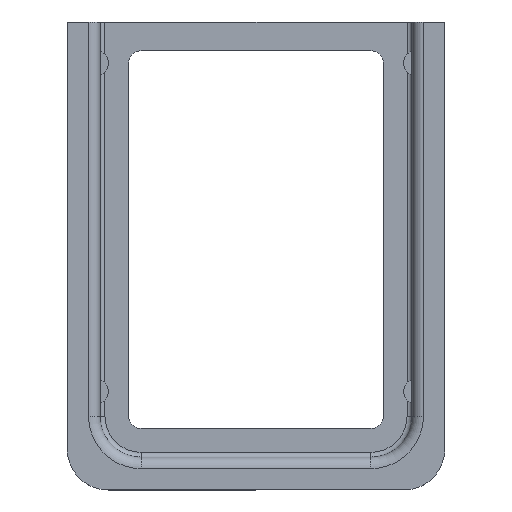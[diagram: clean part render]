
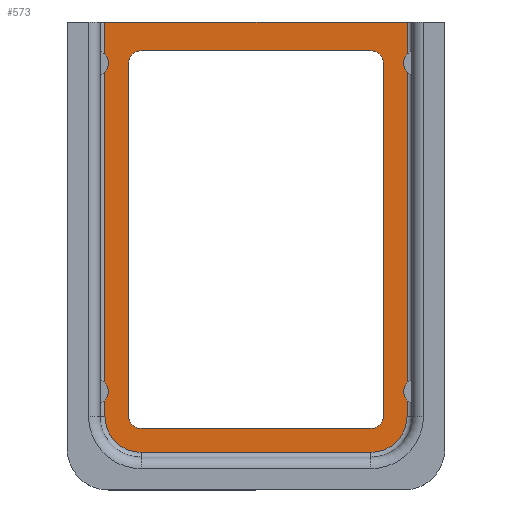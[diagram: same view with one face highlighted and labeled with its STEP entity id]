
A CAD part, top view. The second image highlights one B-rep face of the part: STEP entity #573.
In plain terms, the highlighted planar face has unit normal (0, 0, 1).
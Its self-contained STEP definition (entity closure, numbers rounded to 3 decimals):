
#7 = VERTEX_POINT ( 'NONE', #1914 ) ;
#21 = LINE ( 'NONE', #1774, #1688 ) ;
#23 = VECTOR ( 'NONE', #1663, 1000. ) ;
#39 = VECTOR ( 'NONE', #363, 1000. ) ;
#40 = VERTEX_POINT ( 'NONE', #716 ) ;
#46 = EDGE_CURVE ( 'NONE', #7, #1389, #1308, .T. ) ;
#56 = VECTOR ( 'NONE', #765, 1000. ) ;
#75 = CARTESIAN_POINT ( 'NONE',  ( 28., -96., -11.2 ) ) ;
#118 = AXIS2_PLACEMENT_3D ( 'NONE', #1230, #1048, #862 ) ;
#120 = CIRCLE ( 'NONE', #309, 8.8 ) ;
#125 = LINE ( 'NONE', #1850, #23 ) ;
#131 = CIRCLE ( 'NONE', #403, 3. ) ;
#133 = FACE_BOUND ( 'NONE', #1638, .T. ) ;
#171 = DIRECTION ( 'NONE',  ( 0., 1., 0. ) ) ;
#177 = VERTEX_POINT ( 'NONE', #1352 ) ;
#211 = EDGE_CURVE ( 'NONE', #40, #1586, #125, .T. ) ;
#225 = EDGE_CURVE ( 'NONE', #1254, #612, #120, .T. ) ;
#267 = EDGE_CURVE ( 'NONE', #1017, #1182, #21, .T. ) ;
#301 = DIRECTION ( 'NONE',  ( -1., 0., 0. ) ) ;
#307 = CIRCLE ( 'NONE', #727, 3. ) ;
#308 = EDGE_LOOP ( 'NONE', ( #394, #358, #1757, #1649, #1516, #1537 ) ) ;
#309 = AXIS2_PLACEMENT_3D ( 'NONE', #1414, #655, #441 ) ;
#316 = CARTESIAN_POINT ( 'NONE',  ( 31., -96., -11.2 ) ) ;
#338 = VERTEX_POINT ( 'NONE', #921 ) ;
#358 = ORIENTED_EDGE ( 'NONE', *, *, #1138, .T. ) ;
#363 = DIRECTION ( 'NONE',  ( 1., 0., 0. ) ) ;
#374 = CARTESIAN_POINT ( 'NONE',  ( 36.8, -96., -11.2 ) ) ;
#379 = DIRECTION ( 'NONE',  ( -1., 0., 0. ) ) ;
#394 = ORIENTED_EDGE ( 'NONE', *, *, #46, .T. ) ;
#403 = AXIS2_PLACEMENT_3D ( 'NONE', #1632, #1426, #1229 ) ;
#405 = VERTEX_POINT ( 'NONE', #570 ) ;
#441 = DIRECTION ( 'NONE',  ( 1., 0., 0. ) ) ;
#482 = CARTESIAN_POINT ( 'NONE',  ( -28., -99., -11.2 ) ) ;
#490 = DIRECTION ( 'NONE',  ( 0., 0., 1. ) ) ;
#501 = DIRECTION ( 'NONE',  ( 0., 1., 0. ) ) ;
#508 = ORIENTED_EDGE ( 'NONE', *, *, #546, .F. ) ;
#544 = FACE_OUTER_BOUND ( 'NONE', #308, .T. ) ;
#546 = EDGE_CURVE ( 'NONE', #338, #177, #1202, .T. ) ;
#550 = ORIENTED_EDGE ( 'NONE', *, *, #836, .F. ) ;
#570 = CARTESIAN_POINT ( 'NONE',  ( 31., -10., -11.2 ) ) ;
#571 = CARTESIAN_POINT ( 'NONE',  ( 28., -99., -11.2 ) ) ;
#573 = ADVANCED_FACE ( 'NONE', ( #133, #544 ), #1840, .T. ) ;
#575 = ORIENTED_EDGE ( 'NONE', *, *, #607, .F. ) ;
#584 = LINE ( 'NONE', #374, #1112 ) ;
#587 = DIRECTION ( 'NONE',  ( 0., 0., 1. ) ) ;
#607 = EDGE_CURVE ( 'NONE', #405, #338, #1469, .T. ) ;
#609 = AXIS2_PLACEMENT_3D ( 'NONE', #1071, #891, #691 ) ;
#612 = VERTEX_POINT ( 'NONE', #1899 ) ;
#654 = CARTESIAN_POINT ( 'NONE',  ( -36.8, -96., -11.2 ) ) ;
#655 = DIRECTION ( 'NONE',  ( 0., 0., 1. ) ) ;
#665 = CARTESIAN_POINT ( 'NONE',  ( 36.8, -96., -11.2 ) ) ;
#691 = DIRECTION ( 'NONE',  ( 1., 0., 0. ) ) ;
#710 = CARTESIAN_POINT ( 'NONE',  ( -28., -96., -11.2 ) ) ;
#716 = CARTESIAN_POINT ( 'NONE',  ( 36.8, 0., -11.2 ) ) ;
#724 = CARTESIAN_POINT ( 'NONE',  ( 31., -10., -11.2 ) ) ;
#727 = AXIS2_PLACEMENT_3D ( 'NONE', #710, #490, #301 ) ;
#742 = CARTESIAN_POINT ( 'NONE',  ( -31., -10., -11.2 ) ) ;
#765 = DIRECTION ( 'NONE',  ( 1., 0., 0. ) ) ;
#783 = AXIS2_PLACEMENT_3D ( 'NONE', #75, #1629, #1421 ) ;
#787 = LINE ( 'NONE', #571, #39 ) ;
#797 = CARTESIAN_POINT ( 'NONE',  ( 28., -10., -11.2 ) ) ;
#821 = DIRECTION ( 'NONE',  ( 0., -1., 0. ) ) ;
#825 = DIRECTION ( 'NONE',  ( -1., 0., 0. ) ) ;
#836 = EDGE_CURVE ( 'NONE', #177, #1017, #131, .T. ) ;
#849 = ORIENTED_EDGE ( 'NONE', *, *, #1926, .F. ) ;
#862 = DIRECTION ( 'NONE',  ( 1., 0., 0. ) ) ;
#891 = DIRECTION ( 'NONE',  ( 0., 0., 1. ) ) ;
#899 = CARTESIAN_POINT ( 'NONE',  ( -31., -96., -11.2 ) ) ;
#920 = LINE ( 'NONE', #724, #1265 ) ;
#921 = CARTESIAN_POINT ( 'NONE',  ( 28., -7., -11.2 ) ) ;
#949 = CARTESIAN_POINT ( 'NONE',  ( -28., -104.8, -11.2 ) ) ;
#964 = VERTEX_POINT ( 'NONE', #316 ) ;
#1004 = EDGE_CURVE ( 'NONE', #1203, #1348, #787, .T. ) ;
#1010 = CARTESIAN_POINT ( 'NONE',  ( -36.8, -96., -11.2 ) ) ;
#1015 = CARTESIAN_POINT ( 'NONE',  ( -28., -7., -11.2 ) ) ;
#1017 = VERTEX_POINT ( 'NONE', #742 ) ;
#1048 = DIRECTION ( 'NONE',  ( 0., 0., 1. ) ) ;
#1071 = CARTESIAN_POINT ( 'NONE',  ( -28., -96., -11.2 ) ) ;
#1082 = ORIENTED_EDGE ( 'NONE', *, *, #1004, .F. ) ;
#1089 = AXIS2_PLACEMENT_3D ( 'NONE', #797, #587, #379 ) ;
#1110 = ORIENTED_EDGE ( 'NONE', *, *, #267, .F. ) ;
#1112 = VECTOR ( 'NONE', #171, 1000. ) ;
#1129 = LINE ( 'NONE', #949, #56 ) ;
#1138 = EDGE_CURVE ( 'NONE', #1389, #40, #584, .T. ) ;
#1182 = VERTEX_POINT ( 'NONE', #899 ) ;
#1197 = LINE ( 'NONE', #1010, #1670 ) ;
#1202 = LINE ( 'NONE', #1015, #1567 ) ;
#1203 = VERTEX_POINT ( 'NONE', #482 ) ;
#1214 = ORIENTED_EDGE ( 'NONE', *, *, #1898, .F. ) ;
#1229 = DIRECTION ( 'NONE',  ( 1., 0., 0. ) ) ;
#1230 = CARTESIAN_POINT ( 'NONE',  ( 28., -96., -11.2 ) ) ;
#1232 = ORIENTED_EDGE ( 'NONE', *, *, #1433, .F. ) ;
#1254 = VERTEX_POINT ( 'NONE', #654 ) ;
#1265 = VECTOR ( 'NONE', #501, 1000. ) ;
#1282 = EDGE_CURVE ( 'NONE', #612, #7, #1129, .T. ) ;
#1296 = CARTESIAN_POINT ( 'NONE',  ( -36.8, 0., -11.2 ) ) ;
#1308 = CIRCLE ( 'NONE', #118, 8.8 ) ;
#1348 = VERTEX_POINT ( 'NONE', #1630 ) ;
#1352 = CARTESIAN_POINT ( 'NONE',  ( -28., -7., -11.2 ) ) ;
#1389 = VERTEX_POINT ( 'NONE', #665 ) ;
#1414 = CARTESIAN_POINT ( 'NONE',  ( -28., -96., -11.2 ) ) ;
#1421 = DIRECTION ( 'NONE',  ( -1., 0., 0. ) ) ;
#1426 = DIRECTION ( 'NONE',  ( 0., 0., 1. ) ) ;
#1433 = EDGE_CURVE ( 'NONE', #964, #405, #920, .T. ) ;
#1469 = CIRCLE ( 'NONE', #1089, 3. ) ;
#1516 = ORIENTED_EDGE ( 'NONE', *, *, #225, .T. ) ;
#1537 = ORIENTED_EDGE ( 'NONE', *, *, #1282, .T. ) ;
#1556 = EDGE_CURVE ( 'NONE', #1586, #1254, #1197, .T. ) ;
#1567 = VECTOR ( 'NONE', #825, 1000. ) ;
#1581 = DIRECTION ( 'NONE',  ( 0., -1., 0. ) ) ;
#1586 = VERTEX_POINT ( 'NONE', #1296 ) ;
#1629 = DIRECTION ( 'NONE',  ( 0., 0., 1. ) ) ;
#1630 = CARTESIAN_POINT ( 'NONE',  ( 28., -99., -11.2 ) ) ;
#1632 = CARTESIAN_POINT ( 'NONE',  ( -28., -10., -11.2 ) ) ;
#1638 = EDGE_LOOP ( 'NONE', ( #575, #1232, #849, #1082, #1214, #1110, #550, #508 ) ) ;
#1649 = ORIENTED_EDGE ( 'NONE', *, *, #1556, .T. ) ;
#1663 = DIRECTION ( 'NONE',  ( -1., 0., 0. ) ) ;
#1670 = VECTOR ( 'NONE', #821, 1000. ) ;
#1688 = VECTOR ( 'NONE', #1581, 1000. ) ;
#1757 = ORIENTED_EDGE ( 'NONE', *, *, #211, .T. ) ;
#1774 = CARTESIAN_POINT ( 'NONE',  ( -31., -96., -11.2 ) ) ;
#1840 = PLANE ( 'NONE',  #609 ) ;
#1850 = CARTESIAN_POINT ( 'NONE',  ( -38., 0., -11.2 ) ) ;
#1898 = EDGE_CURVE ( 'NONE', #1182, #1203, #307, .T. ) ;
#1899 = CARTESIAN_POINT ( 'NONE',  ( -28., -104.8, -11.2 ) ) ;
#1914 = CARTESIAN_POINT ( 'NONE',  ( 28., -104.8, -11.2 ) ) ;
#1917 = CIRCLE ( 'NONE', #783, 3. ) ;
#1926 = EDGE_CURVE ( 'NONE', #1348, #964, #1917, .T. ) ;
